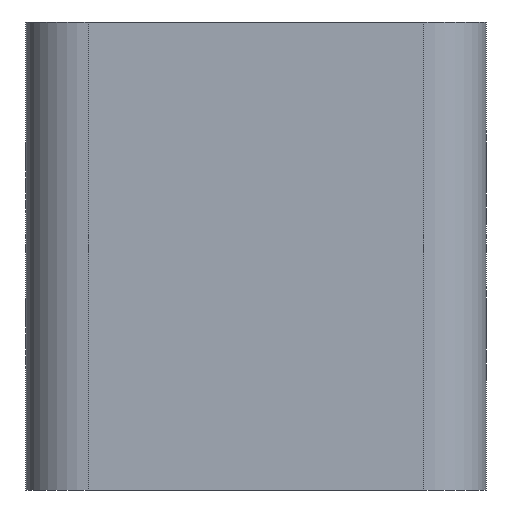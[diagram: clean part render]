
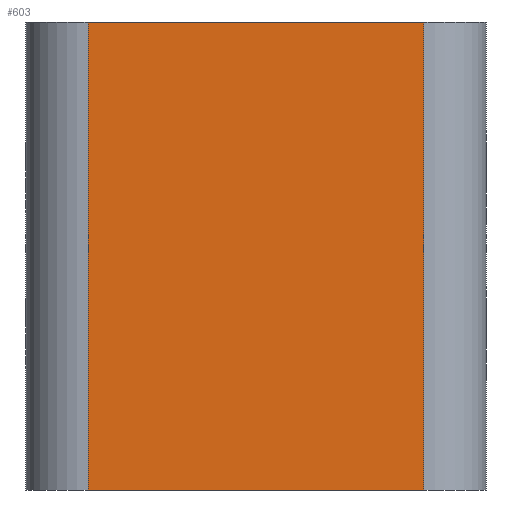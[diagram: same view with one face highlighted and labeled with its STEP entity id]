
A CAD part, left-side view. The second image highlights one B-rep face of the part: STEP entity #603.
In plain terms, the highlighted planar face has unit normal (-1, 0, 0).
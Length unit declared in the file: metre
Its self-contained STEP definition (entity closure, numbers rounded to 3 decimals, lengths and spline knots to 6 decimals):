
#46=LINE('',#967,#92);
#47=LINE('',#971,#93);
#48=LINE('',#973,#94);
#49=LINE('',#975,#95);
#92=VECTOR('',#765,1.);
#93=VECTOR('',#770,1.);
#94=VECTOR('',#771,1.);
#95=VECTOR('',#772,1.);
#150=ORIENTED_EDGE('',*,*,#313,.F.);
#151=ORIENTED_EDGE('',*,*,#314,.F.);
#152=ORIENTED_EDGE('',*,*,#315,.T.);
#153=ORIENTED_EDGE('',*,*,#311,.T.);
#311=EDGE_CURVE('',#393,#392,#46,.T.);
#313=EDGE_CURVE('',#394,#392,#47,.T.);
#314=EDGE_CURVE('',#395,#394,#48,.T.);
#315=EDGE_CURVE('',#395,#393,#49,.T.);
#392=VERTEX_POINT('',#966);
#393=VERTEX_POINT('',#968);
#394=VERTEX_POINT('',#972);
#395=VERTEX_POINT('',#974);
#477=EDGE_LOOP('',(#150,#151,#152,#153));
#535=FACE_BOUND('',#477,.T.);
#584=PLANE('',#662);
#603=ADVANCED_FACE('',(#535),#584,.T.);
#662=AXIS2_PLACEMENT_3D('',#970,#768,#769);
#765=DIRECTION('',(0.,0.,-1.));
#768=DIRECTION('',(-1.,0.,0.));
#769=DIRECTION('',(0.,-1.,0.));
#770=DIRECTION('',(0.,1.,0.));
#771=DIRECTION('',(0.,0.,-1.));
#772=DIRECTION('',(0.,1.,0.));
#966=CARTESIAN_POINT('',(-0.0445,0.0115,-0.006));
#967=CARTESIAN_POINT('',(-0.0445,0.0115,0.024));
#968=CARTESIAN_POINT('',(-0.0445,0.0115,0.024));
#970=CARTESIAN_POINT('',(-0.0445,0.00075,0.024));
#971=CARTESIAN_POINT('',(-0.0445,0.00075,-0.006));
#972=CARTESIAN_POINT('',(-0.0445,-0.01,-0.006));
#973=CARTESIAN_POINT('',(-0.0445,-0.01,0.024));
#974=CARTESIAN_POINT('',(-0.0445,-0.01,0.024));
#975=CARTESIAN_POINT('',(-0.0445,0.00075,0.024));
